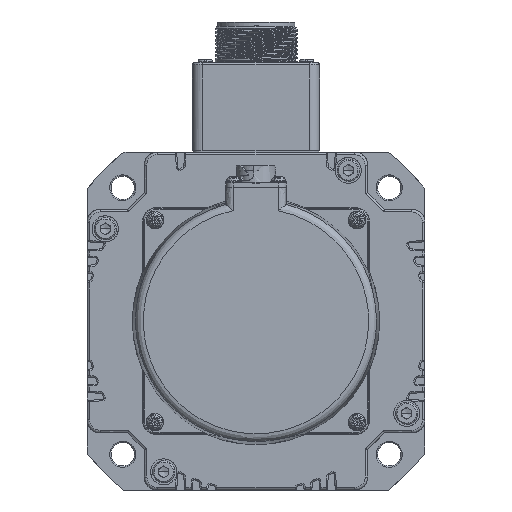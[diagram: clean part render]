
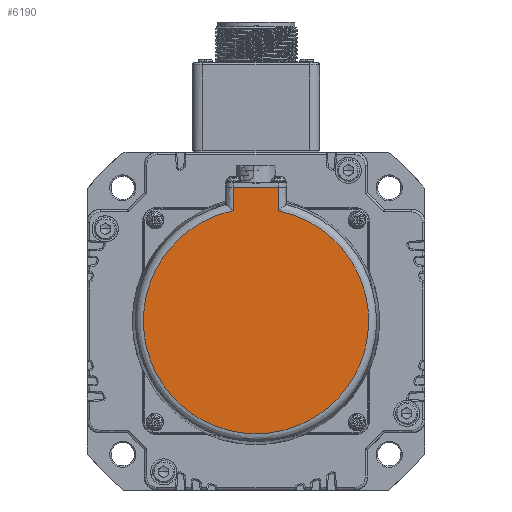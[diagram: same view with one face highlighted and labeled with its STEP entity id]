
A CAD part, front view. The second image highlights one B-rep face of the part: STEP entity #6190.
In plain terms, the highlighted free-form (B-spline) face has degree [1, 1] with [2, 2] control points.
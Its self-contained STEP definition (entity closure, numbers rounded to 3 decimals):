
#1093=CARTESIAN_POINT('',(308.67,-581.,-13.5));
#1094=VERTEX_POINT('',#1093);
#1101=CARTESIAN_POINT('',(308.67,-581.,-22.53));
#1102=VERTEX_POINT('',#1101);
#1103=CARTESIAN_POINT('',(308.67,-581.,-13.5));
#1104=CARTESIAN_POINT('',(308.67,-581.,-22.53));
#1105=B_SPLINE_CURVE_WITH_KNOTS('',1,(#1103,#1104),.POLYLINE_FORM.,.F.,.U.,(2,2),(0.,1.),.UNSPECIFIED.);
#1106=EDGE_CURVE('',#1094,#1102,#1105,.T.);
#1148=CARTESIAN_POINT('',(291.33,-581.,-22.53));
#1149=VERTEX_POINT('',#1148);
#1150=CARTESIAN_POINT('',(308.67,-581.,-22.53));
#1151=CARTESIAN_POINT('',(314.353,-581.,-23.69));
#1152=CARTESIAN_POINT('',(319.747,-581.,-25.98));
#1153=CARTESIAN_POINT('',(329.572,-581.,-32.724));
#1154=CARTESIAN_POINT('',(333.823,-581.,-37.21));
#1155=CARTESIAN_POINT('',(340.185,-581.,-47.641));
#1156=CARTESIAN_POINT('',(342.227,-581.,-53.466));
#1157=CARTESIAN_POINT('',(343.779,-581.,-65.652));
#1158=CARTESIAN_POINT('',(343.24,-581.,-71.879));
#1159=CARTESIAN_POINT('',(339.608,-581.,-83.648));
#1160=CARTESIAN_POINT('',(336.573,-581.,-89.062));
#1161=CARTESIAN_POINT('',(328.498,-581.,-98.22));
#1162=CARTESIAN_POINT('',(323.571,-581.,-101.88));
#1163=CARTESIAN_POINT('',(312.463,-581.,-106.968));
#1164=CARTESIAN_POINT('',(306.395,-581.,-108.31));
#1165=CARTESIAN_POINT('',(294.078,-581.,-108.381));
#1166=CARTESIAN_POINT('',(287.97,-581.,-107.098));
#1167=CARTESIAN_POINT('',(276.771,-581.,-102.099));
#1168=CARTESIAN_POINT('',(271.793,-581.,-98.472));
#1169=CARTESIAN_POINT('',(263.637,-581.,-89.375));
#1170=CARTESIAN_POINT('',(260.561,-581.,-83.999));
#1171=CARTESIAN_POINT('',(256.819,-581.,-72.26));
#1172=CARTESIAN_POINT('',(256.225,-581.,-66.021));
#1173=CARTESIAN_POINT('',(257.683,-581.,-53.802));
#1174=CARTESIAN_POINT('',(259.68,-581.,-47.957));
#1175=CARTESIAN_POINT('',(265.961,-581.,-37.477));
#1176=CARTESIAN_POINT('',(270.173,-581.,-32.961));
#1177=CARTESIAN_POINT('',(280.036,-581.,-26.072));
#1178=CARTESIAN_POINT('',(285.532,-581.,-23.714));
#1179=CARTESIAN_POINT('',(291.33,-581.,-22.53));
#1180=B_SPLINE_CURVE_WITH_KNOTS('',3,(#1150,#1151,#1152,#1153,#1154,#1155,#1156,#1157,#1158,#1159,#1160,#1161,#1162,#1163,#1164,#1165,#1166,#1167,#1168,#1169,#1170,#1171,#1172,#1173,#1174,#1175,#1176,#1177,#1178,#1179),.UNSPECIFIED.,.F.,.U.,(4,2,2,2,2,2,2,2,2,2,2,2,2,2,4),(0.,0.068,0.14,0.211,0.284,0.356,0.427,0.499,0.571,0.643,0.715,0.787,0.859,0.931,1.),.UNSPECIFIED.);
#1181=EDGE_CURVE('',#1102,#1149,#1180,.T.);
#1207=CARTESIAN_POINT('',(291.33,-581.,-13.5));
#1208=VERTEX_POINT('',#1207);
#1209=CARTESIAN_POINT('',(291.33,-581.,-22.53));
#1210=CARTESIAN_POINT('',(291.33,-581.,-13.5));
#1211=B_SPLINE_CURVE_WITH_KNOTS('',1,(#1209,#1210),.POLYLINE_FORM.,.F.,.U.,(2,2),(0.,1.),.UNSPECIFIED.);
#1212=EDGE_CURVE('',#1149,#1208,#1211,.T.);
#6175=CARTESIAN_POINT('',(255.7,-581.,-13.5));
#6176=CARTESIAN_POINT('',(344.305,-581.,-13.5));
#6177=CARTESIAN_POINT('',(255.7,-581.,-108.95));
#6178=CARTESIAN_POINT('',(344.305,-581.,-108.95));
#6179=B_SPLINE_SURFACE_WITH_KNOTS('',1,1,((#6175,#6176),(#6177,#6178)),.PLANE_SURF.,.F.,.F.,.U.,(2,2),(2,2),(0.,1.),(0.,1.),.UNSPECIFIED.);
#6180=CARTESIAN_POINT('',(308.67,-581.,-13.5));
#6181=CARTESIAN_POINT('',(291.33,-581.,-13.5));
#6182=B_SPLINE_CURVE_WITH_KNOTS('',1,(#6180,#6181),.POLYLINE_FORM.,.F.,.U.,(2,2),(0.,1.),.UNSPECIFIED.);
#6183=EDGE_CURVE('',#1094,#1208,#6182,.T.);
#6184=ORIENTED_EDGE('',*,*,#6183,.T.);
#6185=ORIENTED_EDGE('',*,*,#1212,.F.);
#6186=ORIENTED_EDGE('',*,*,#1181,.F.);
#6187=ORIENTED_EDGE('',*,*,#1106,.F.);
#6188=EDGE_LOOP('',(#6184,#6185,#6186,#6187));
#6189=FACE_OUTER_BOUND('',#6188,.T.);
#6190=ADVANCED_FACE('',(#6189),#6179,.T.);
